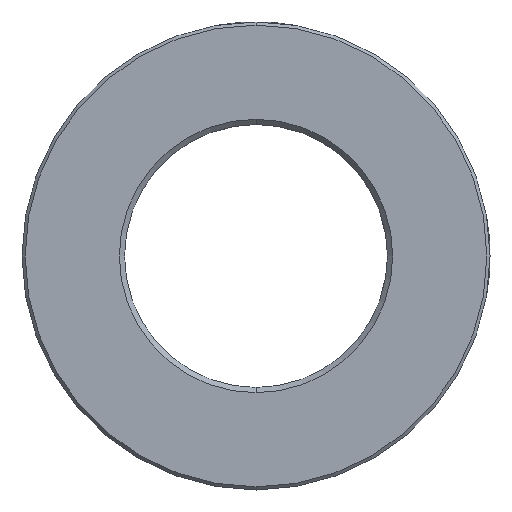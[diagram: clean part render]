
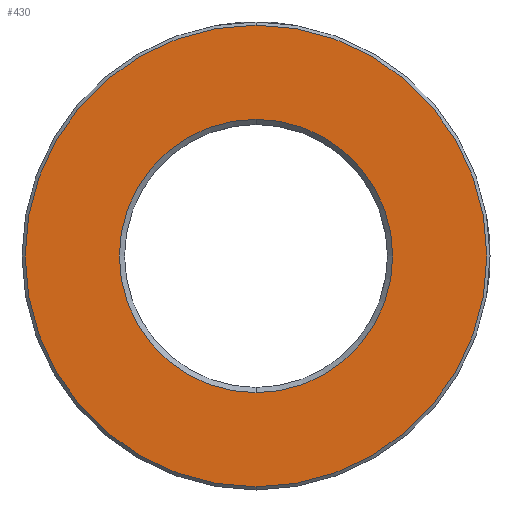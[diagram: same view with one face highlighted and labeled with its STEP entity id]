
A CAD part, front view. The second image highlights one B-rep face of the part: STEP entity #430.
In plain terms, the highlighted planar face has unit normal (0, -1, 0).
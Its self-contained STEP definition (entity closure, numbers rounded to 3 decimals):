
#58 = AXIS2_PLACEMENT_3D ( 'NONE', #275, #580, #337 ) ;
#63 = CARTESIAN_POINT ( 'NONE',  ( 0., 0., -21.95 ) ) ;
#86 = CIRCLE ( 'NONE', #532, 13. ) ;
#89 = FACE_BOUND ( 'NONE', #573, .T. ) ;
#141 = ORIENTED_EDGE ( 'NONE', *, *, #654, .T. ) ;
#161 = CARTESIAN_POINT ( 'NONE',  ( 0., 0., 13. ) ) ;
#178 = ORIENTED_EDGE ( 'NONE', *, *, #314, .T. ) ;
#183 = CARTESIAN_POINT ( 'NONE',  ( 0., 0., 0. ) ) ;
#223 = CARTESIAN_POINT ( 'NONE',  ( 12.5, 0., 0. ) ) ;
#231 = DIRECTION ( 'NONE',  ( 0., -1., 0. ) ) ;
#232 = ORIENTED_EDGE ( 'NONE', *, *, #562, .T. ) ;
#243 = DIRECTION ( 'NONE',  ( 0., 0., -1. ) ) ;
#258 = CARTESIAN_POINT ( 'NONE',  ( 0., 0., 0. ) ) ;
#275 = CARTESIAN_POINT ( 'NONE',  ( 0., 0., 0. ) ) ;
#310 = DIRECTION ( 'NONE',  ( 0., -1., 0. ) ) ;
#314 = EDGE_CURVE ( 'NONE', #811, #694, #690, .T. ) ;
#331 = DIRECTION ( 'NONE',  ( 0., 1., 0. ) ) ;
#337 = DIRECTION ( 'NONE',  ( 0., 0., -1. ) ) ;
#430 = ADVANCED_FACE ( 'NONE', ( #907, #89 ), #889, .T. ) ;
#437 = ORIENTED_EDGE ( 'NONE', *, *, #718, .T. ) ;
#484 = AXIS2_PLACEMENT_3D ( 'NONE', #183, #310, #243 ) ;
#515 = CIRCLE ( 'NONE', #484, 21.95 ) ;
#524 = DIRECTION ( 'NONE',  ( 0., 0., -1. ) ) ;
#532 = AXIS2_PLACEMENT_3D ( 'NONE', #706, #331, #626 ) ;
#545 = CARTESIAN_POINT ( 'NONE',  ( 0., 0., -13. ) ) ;
#548 = AXIS2_PLACEMENT_3D ( 'NONE', #258, #964, #796 ) ;
#562 = EDGE_CURVE ( 'NONE', #950, #709, #515, .T. ) ;
#573 = EDGE_LOOP ( 'NONE', ( #141, #178 ) ) ;
#580 = DIRECTION ( 'NONE',  ( 0., 1., 0. ) ) ;
#626 = DIRECTION ( 'NONE',  ( 0., 0., -1. ) ) ;
#654 = EDGE_CURVE ( 'NONE', #694, #811, #86, .T. ) ;
#690 = CIRCLE ( 'NONE', #58, 13. ) ;
#694 = VERTEX_POINT ( 'NONE', #545 ) ;
#706 = CARTESIAN_POINT ( 'NONE',  ( 0., 0., 0. ) ) ;
#709 = VERTEX_POINT ( 'NONE', #63 ) ;
#718 = EDGE_CURVE ( 'NONE', #709, #950, #725, .T. ) ;
#725 = CIRCLE ( 'NONE', #548, 21.95 ) ;
#796 = DIRECTION ( 'NONE',  ( 0., 0., -1. ) ) ;
#811 = VERTEX_POINT ( 'NONE', #161 ) ;
#823 = EDGE_LOOP ( 'NONE', ( #232, #437 ) ) ;
#889 = PLANE ( 'NONE',  #949 ) ;
#907 = FACE_OUTER_BOUND ( 'NONE', #823, .T. ) ;
#943 = CARTESIAN_POINT ( 'NONE',  ( 0., 0., 21.95 ) ) ;
#949 = AXIS2_PLACEMENT_3D ( 'NONE', #223, #231, #524 ) ;
#950 = VERTEX_POINT ( 'NONE', #943 ) ;
#964 = DIRECTION ( 'NONE',  ( 0., -1., 0. ) ) ;
